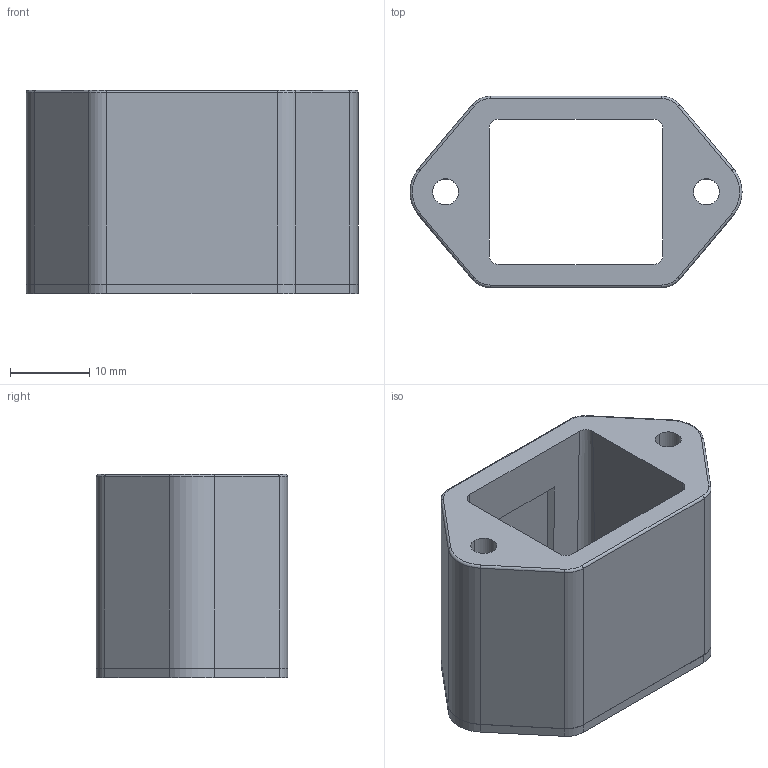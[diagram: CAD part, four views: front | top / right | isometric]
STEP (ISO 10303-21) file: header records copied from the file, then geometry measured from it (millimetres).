
FILE_DESCRIPTION(('CATIA V5 STEP Exchange','CAx-IF Rec.Pracs.--- Model Styling and Organization---1.4--- 2014-01-23'),'2;1');
FILE_NAME ('010862-3_0', '2020-11-25T14:05:56+00:00', ('none'), ('Weidmueller'), 'CATIA Version 5-6 Release 2016 SP3 HF44', 'CATIA V5 STEP AP214', 'none');
FILE_SCHEMA(('AUTOMOTIVE_DESIGN { 1 0 10303 214 1 1 1 1 }'));
Length unit declared in the file: millimetre
Products named in the file (1): 1302000000
Bounding box: 42 x 24.2 x 25.7 mm (x, y, z)
Volume: 9840.6 mm3; surface area: 6954.6 mm2
Topology: 2 solids, 2 shells, 151 faces, 385 edges, 241 vertices
Faces by surface type: plane 65, cylinder 46, cone 24, torus 16
Entity records: 4414 total; most frequent: CARTESIAN_POINT 865, ORIENTED_EDGE 770, DIRECTION 623, EDGE_CURVE 385, AXIS2_PLACEMENT_3D 275, VERTEX_POINT 241, VECTOR 217, LINE 217
